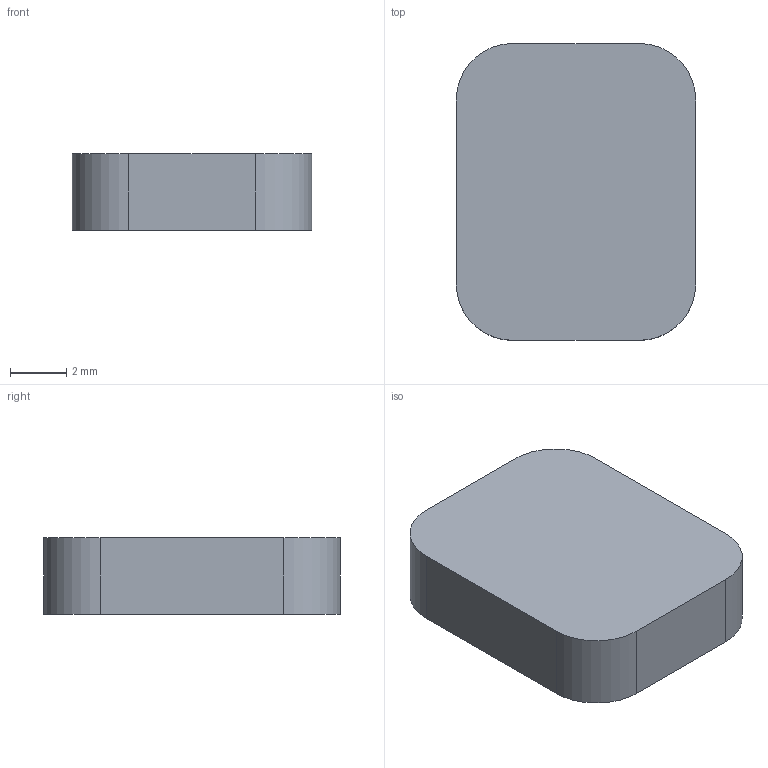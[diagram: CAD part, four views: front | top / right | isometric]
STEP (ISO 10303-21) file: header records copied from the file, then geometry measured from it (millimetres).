
FILE_DESCRIPTION (( 'STEP AP214' ), '1' );
FILE_NAME ('c1.STEP', '2023-08-16T13:27:07', ( '' ), ( '' ), 'SwSTEP 2.0', 'SolidWorks 2022', '' );
FILE_SCHEMA (( 'AUTOMOTIVE_DESIGN' ));
Length unit declared in the file: millimetre
Products named in the file (1): c1
Bounding box: 8.48 x 10.51 x 2.7 mm (x, y, z)
Volume: 231.3 mm3; surface area: 5598.1 mm2
Topology: 3 solids, 3 shells, 740 faces, 1912 edges, 1180 vertices
Faces by surface type: plane 658, cylinder 82
Entity records: 21900 total; most frequent: CARTESIAN_POINT 3833, ORIENTED_EDGE 3824, DIRECTION 3558, EDGE_CURVE 1912, VECTOR 1748, LINE 1748, VERTEX_POINT 1180, AXIS2_PLACEMENT_3D 905
